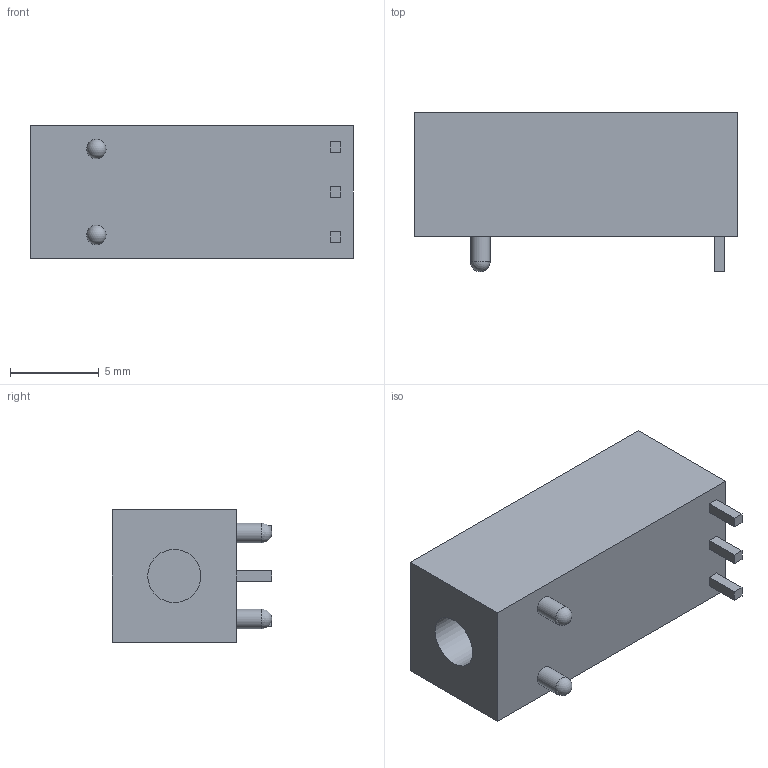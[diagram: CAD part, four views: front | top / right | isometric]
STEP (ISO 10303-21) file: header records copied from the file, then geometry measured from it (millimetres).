
FILE_DESCRIPTION(/* description */ ('Alibre Inc.'),/* implementation_level */ '2;1');
FILE_NAME(/* name */ 'export0',/* time_stamp */ '2014-06-02T12:04:28-07:00',/* author */ (''),/* organization */ (''),/* preprocessor_version */ 'ST-DEVELOPER v14',/* originating_system */ 'Alibre',/* authorisation */ '');
FILE_SCHEMA (('CONFIG_CONTROL_DESIGN'));
Length unit declared in the file: centimetre
Products named in the file (1): 51 0330
Bounding box: 18.2 x 9 x 7.5 mm (x, y, z)
Volume: 918.7 mm3; surface area: 715.7 mm2
Topology: 1 solids, 1 shells, 27 faces, 65 edges, 42 vertices
Faces by surface type: plane 22, cylinder 3, sphere 2
Full cylindrical faces by diameter (mm): 1.1 x2, 3 x1
Entity records: 765 total; most frequent: CARTESIAN_POINT 119, ORIENTED_EDGE 108, DIRECTION 92, EDGE_CURVE 54, VECTOR 48, LINE 48, VERTEX_POINT 38, EDGE_LOOP 36
